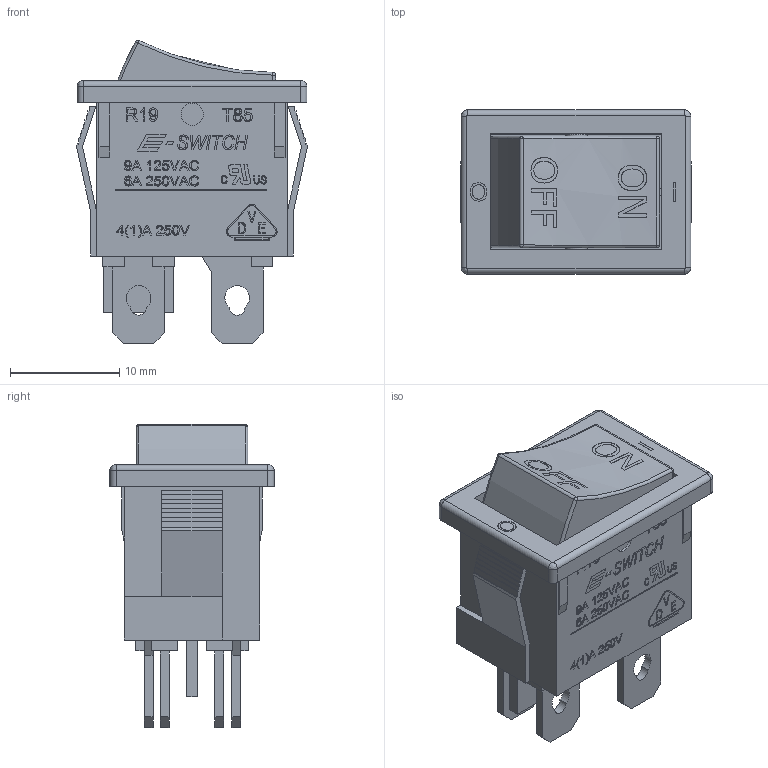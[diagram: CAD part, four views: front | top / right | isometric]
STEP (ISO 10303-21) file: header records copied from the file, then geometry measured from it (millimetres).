
FILE_DESCRIPTION(/* description */ (''),/* implementation_level */ '2;1');
FILE_NAME(/* name */ 'R1973BxxxxxxIF0.stp',/* time_stamp */ '2025-05-30T16:03:18-05:00',/* author */ ('mroman'),/* organization */ (''),/* preprocessor_version */ 'ST-DEVELOPER v18.1',/* originating_system */ 'Autodesk Inventor 2022',/* authorisation */ '');
FILE_SCHEMA (('AUTOMOTIVE_DESIGN { 1 0 10303 214 3 1 1 }'));
Length unit declared in the file: centimetre
Products named in the file (1): R1973BxxxxxxIF0
Bounding box: 21.1 x 15 x 27.7 mm (x, y, z)
Volume: 2090.9 mm3; surface area: 4742.3 mm2
Topology: 1 solids, 1 shells, 1108 faces, 3015 edges, 1991 vertices
Faces by surface type: plane 675, bspline 372, cylinder 51, torus 6, sphere 4
Full cylindrical faces by diameter (mm): 2 x4
Entity records: 42305 total; most frequent: CARTESIAN_POINT 16724, ORIENTED_EDGE 6030, DIRECTION 3849, EDGE_CURVE 3015, LINE 2131, VECTOR 2131, VERTEX_POINT 1991, EDGE_LOOP 1220
